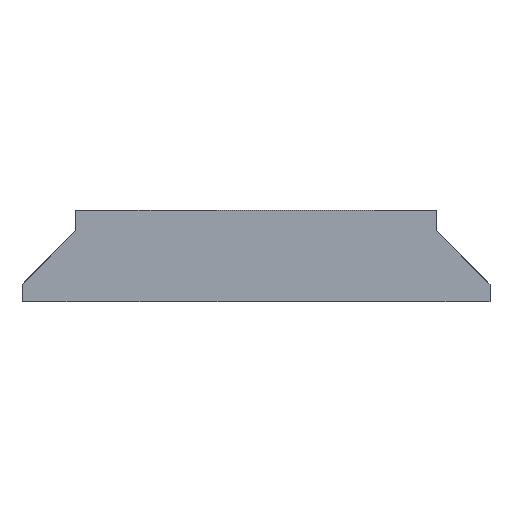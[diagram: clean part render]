
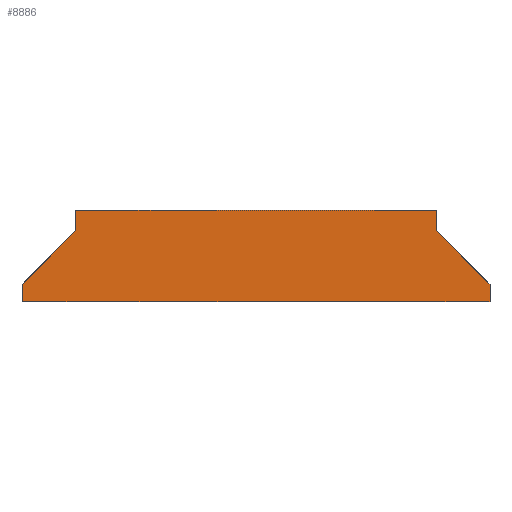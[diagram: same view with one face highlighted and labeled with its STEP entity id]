
A CAD part, front view. The second image highlights one B-rep face of the part: STEP entity #8886.
In plain terms, the highlighted planar face has unit normal (0, -1, 0).
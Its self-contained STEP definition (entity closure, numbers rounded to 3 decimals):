
#1721=CARTESIAN_POINT(' ',(38.8,-8.6,3.15));
#1722=VERTEX_POINT(' ',#1721);
#1736=CARTESIAN_POINT(' ',(38.8,-8.6,3.15));
#1741=DIRECTION(' ',(-1.,0.,0.));
#1746=VECTOR(' ',#1741,1.);
#1751=LINE('',#1736,#1746);
#1756=CARTESIAN_POINT(' ',(31.3,-8.6,3.15));
#1757=VERTEX_POINT(' ',#1756);
#1761=EDGE_CURVE(' ',#1722,#1757,#1751,.T.);
#1771=CARTESIAN_POINT(' ',(31.3,-8.6,3.15));
#1776=DIRECTION(' ',(-1.,0.,0.));
#1781=VECTOR(' ',#1776,1.);
#1786=LINE('',#1771,#1781);
#1791=CARTESIAN_POINT(' ',(23.8,-8.6,3.15));
#1792=VERTEX_POINT(' ',#1791);
#1796=EDGE_CURVE(' ',#1757,#1792,#1786,.T.);
#1806=CARTESIAN_POINT(' ',(23.8,-8.6,3.15));
#1811=DIRECTION(' ',(-1.,0.,0.));
#1816=VECTOR(' ',#1811,1.);
#1821=LINE('',#1806,#1816);
#1826=CARTESIAN_POINT(' ',(10.8,-8.6,3.15));
#1827=VERTEX_POINT(' ',#1826);
#1831=EDGE_CURVE(' ',#1792,#1827,#1821,.T.);
#1841=CARTESIAN_POINT(' ',(10.8,-8.6,3.15));
#1846=DIRECTION(' ',(-1.,0.,0.));
#1851=VECTOR(' ',#1846,1.);
#1856=LINE('',#1841,#1851);
#1861=CARTESIAN_POINT(' ',(-38.2,-8.6,3.15));
#1862=VERTEX_POINT(' ',#1861);
#1866=EDGE_CURVE(' ',#1827,#1862,#1856,.T.);
#1876=CARTESIAN_POINT(' ',(-38.2,-8.6,3.15));
#1881=DIRECTION(' ',(-1.,0.,0.));
#1886=VECTOR(' ',#1881,1.);
#1891=LINE('',#1876,#1886);
#1896=CARTESIAN_POINT(' ',(-59.2,-8.6,3.15));
#1897=VERTEX_POINT(' ',#1896);
#1901=EDGE_CURVE(' ',#1862,#1897,#1891,.T.);
#1911=CARTESIAN_POINT(' ',(-59.2,-8.6,3.15));
#1916=DIRECTION(' ',(-1.,0.,0.));
#1921=VECTOR(' ',#1916,1.);
#1926=LINE('',#1911,#1921);
#1931=CARTESIAN_POINT(' ',(-60.2,-8.6,3.15));
#1932=VERTEX_POINT(' ',#1931);
#1936=EDGE_CURVE(' ',#1897,#1932,#1926,.T.);
#1946=CARTESIAN_POINT(' ',(-60.2,-8.6,3.15));
#1951=DIRECTION(' ',(-1.,0.,0.));
#1956=VECTOR(' ',#1951,1.);
#1961=LINE('',#1946,#1956);
#1966=CARTESIAN_POINT(' ',(-65.2,-8.6,3.15));
#1967=VERTEX_POINT(' ',#1966);
#1971=EDGE_CURVE(' ',#1932,#1967,#1961,.T.);
#1981=CARTESIAN_POINT(' ',(-65.2,-8.6,3.15));
#1986=DIRECTION(' ',(-1.,0.,0.));
#1991=VECTOR(' ',#1986,1.);
#1996=LINE('',#1981,#1991);
#2001=CARTESIAN_POINT(' ',(-78.2,-8.6,3.15));
#2002=VERTEX_POINT(' ',#2001);
#2006=EDGE_CURVE(' ',#1967,#2002,#1996,.T.);
#2016=CARTESIAN_POINT(' ',(-78.2,-8.6,3.15));
#2021=DIRECTION(' ',(-1.,0.,0.));
#2026=VECTOR(' ',#2021,1.);
#2031=LINE('',#2016,#2026);
#2036=CARTESIAN_POINT(' ',(-85.7,-8.6,3.15));
#2037=VERTEX_POINT(' ',#2036);
#2041=EDGE_CURVE(' ',#2002,#2037,#2031,.T.);
#2051=CARTESIAN_POINT(' ',(-85.7,-8.6,3.15));
#2056=DIRECTION(' ',(-1.,0.,0.));
#2061=VECTOR(' ',#2056,1.);
#2066=LINE('',#2051,#2061);
#2071=CARTESIAN_POINT(' ',(-93.2,-8.6,3.15));
#2072=VERTEX_POINT(' ',#2071);
#2076=EDGE_CURVE(' ',#2037,#2072,#2066,.T.);
#7641=CARTESIAN_POINT(' ',(23.8,-8.6,29.));
#7642=VERTEX_POINT(' ',#7641);
#7656=CARTESIAN_POINT(' ',(23.8,-8.6,29.));
#7661=DIRECTION(' ',(0.,0.,-1.));
#7666=VECTOR(' ',#7661,1.);
#7671=LINE('',#7656,#7666);
#7676=CARTESIAN_POINT(' ',(23.8,-8.6,28.));
#7677=VERTEX_POINT(' ',#7676);
#7681=EDGE_CURVE(' ',#7642,#7677,#7671,.T.);
#7691=CARTESIAN_POINT(' ',(23.8,-8.6,28.));
#7696=DIRECTION(' ',(0.,0.,-1.));
#7701=VECTOR(' ',#7696,1.);
#7706=LINE('',#7691,#7701);
#7711=CARTESIAN_POINT(' ',(23.8,-8.6,23.15));
#7712=VERTEX_POINT(' ',#7711);
#7716=EDGE_CURVE(' ',#7677,#7712,#7706,.T.);
#8271=CARTESIAN_POINT(' ',(38.8,-8.6,8.15));
#8272=VERTEX_POINT(' ',#8271);
#8286=CARTESIAN_POINT(' ',(38.8,-8.6,8.15));
#8291=DIRECTION(' ',(0.,0.,-1.));
#8296=VECTOR(' ',#8291,1.);
#8301=LINE('',#8286,#8296);
#8306=EDGE_CURVE(' ',#8272,#1722,#8301,.T.);
#8376=DIRECTION(' ',(0.,-1.,0.));
#8381=CARTESIAN_POINT(' ',(-93.694,-8.6,28.701));
#8386=DIRECTION(' ',(0.019,0.,-1.));
#8391=AXIS2_PLACEMENT_3D(' ',#8381,#8376,#8386);
#8396=PLANE('',#8391);
#8401=ORIENTED_EDGE(' ',*,*,#8306,.F.);
#8406=CARTESIAN_POINT(' ',(38.8,-8.6,8.15));
#8411=DIRECTION(' ',(-0.707,0.,0.707));
#8416=VECTOR(' ',#8411,1.);
#8421=LINE('',#8406,#8416);
#8426=EDGE_CURVE(' ',#8272,#7712,#8421,.T.);
#8431=ORIENTED_EDGE(' ',*,*,#8426,.T.);
#8436=ORIENTED_EDGE(' ',*,*,#7716,.F.);
#8441=ORIENTED_EDGE(' ',*,*,#7681,.F.);
#8446=CARTESIAN_POINT(' ',(23.8,-8.6,29.));
#8451=DIRECTION(' ',(-1.,0.,0.));
#8456=VECTOR(' ',#8451,1.);
#8461=LINE('',#8446,#8456);
#8466=CARTESIAN_POINT(' ',(5.8,-8.6,29.));
#8467=VERTEX_POINT(' ',#8466);
#8471=EDGE_CURVE(' ',#7642,#8467,#8461,.T.);
#8476=ORIENTED_EDGE(' ',*,*,#8471,.T.);
#8481=CARTESIAN_POINT(' ',(5.8,-8.6,29.));
#8486=DIRECTION(' ',(-1.,0.,0.));
#8491=VECTOR(' ',#8486,1.);
#8496=LINE('',#8481,#8491);
#8501=CARTESIAN_POINT(' ',(-38.2,-8.6,29.));
#8502=VERTEX_POINT(' ',#8501);
#8506=EDGE_CURVE(' ',#8467,#8502,#8496,.T.);
#8511=ORIENTED_EDGE(' ',*,*,#8506,.T.);
#8516=CARTESIAN_POINT(' ',(-38.2,-8.6,29.));
#8521=DIRECTION(' ',(-1.,0.,0.));
#8526=VECTOR(' ',#8521,1.);
#8531=LINE('',#8516,#8526);
#8536=CARTESIAN_POINT(' ',(-56.2,-8.6,29.));
#8537=VERTEX_POINT(' ',#8536);
#8541=EDGE_CURVE(' ',#8502,#8537,#8531,.T.);
#8546=ORIENTED_EDGE(' ',*,*,#8541,.T.);
#8551=CARTESIAN_POINT(' ',(-56.2,-8.6,29.));
#8556=DIRECTION(' ',(-1.,0.,0.));
#8561=VECTOR(' ',#8556,1.);
#8566=LINE('',#8551,#8561);
#8571=CARTESIAN_POINT(' ',(-59.2,-8.6,29.));
#8572=VERTEX_POINT(' ',#8571);
#8576=EDGE_CURVE(' ',#8537,#8572,#8566,.T.);
#8581=ORIENTED_EDGE(' ',*,*,#8576,.T.);
#8586=CARTESIAN_POINT(' ',(-59.2,-8.6,29.));
#8591=DIRECTION(' ',(-1.,0.,0.));
#8596=VECTOR(' ',#8591,1.);
#8601=LINE('',#8586,#8596);
#8606=CARTESIAN_POINT(' ',(-60.2,-8.6,29.));
#8607=VERTEX_POINT(' ',#8606);
#8611=EDGE_CURVE(' ',#8572,#8607,#8601,.T.);
#8616=ORIENTED_EDGE(' ',*,*,#8611,.T.);
#8621=CARTESIAN_POINT(' ',(-60.2,-8.6,29.));
#8626=DIRECTION(' ',(-1.,0.,0.));
#8631=VECTOR(' ',#8626,1.);
#8636=LINE('',#8621,#8631);
#8641=CARTESIAN_POINT(' ',(-65.2,-8.6,29.));
#8642=VERTEX_POINT(' ',#8641);
#8646=EDGE_CURVE(' ',#8607,#8642,#8636,.T.);
#8651=ORIENTED_EDGE(' ',*,*,#8646,.T.);
#8656=CARTESIAN_POINT(' ',(-65.2,-8.6,29.));
#8661=DIRECTION(' ',(-1.,0.,0.));
#8666=VECTOR(' ',#8661,1.);
#8671=LINE('',#8656,#8666);
#8676=CARTESIAN_POINT(' ',(-78.2,-8.6,29.));
#8677=VERTEX_POINT(' ',#8676);
#8681=EDGE_CURVE(' ',#8642,#8677,#8671,.T.);
#8686=ORIENTED_EDGE(' ',*,*,#8681,.T.);
#8691=CARTESIAN_POINT(' ',(-78.2,-8.6,29.));
#8696=DIRECTION(' ',(0.,0.,-1.));
#8701=VECTOR(' ',#8696,1.);
#8706=LINE('',#8691,#8701);
#8711=CARTESIAN_POINT(' ',(-78.2,-8.6,28.));
#8712=VERTEX_POINT(' ',#8711);
#8716=EDGE_CURVE(' ',#8677,#8712,#8706,.T.);
#8721=ORIENTED_EDGE(' ',*,*,#8716,.T.);
#8726=CARTESIAN_POINT(' ',(-78.2,-8.6,28.));
#8731=DIRECTION(' ',(0.,0.,-1.));
#8736=VECTOR(' ',#8731,1.);
#8741=LINE('',#8726,#8736);
#8746=CARTESIAN_POINT(' ',(-78.2,-8.6,23.15));
#8747=VERTEX_POINT(' ',#8746);
#8751=EDGE_CURVE(' ',#8712,#8747,#8741,.T.);
#8756=ORIENTED_EDGE(' ',*,*,#8751,.T.);
#8761=CARTESIAN_POINT(' ',(-78.2,-8.6,23.15));
#8766=DIRECTION(' ',(-0.707,0.,-0.707));
#8771=VECTOR(' ',#8766,1.);
#8776=LINE('',#8761,#8771);
#8781=CARTESIAN_POINT(' ',(-93.2,-8.6,8.15));
#8782=VERTEX_POINT(' ',#8781);
#8786=EDGE_CURVE(' ',#8747,#8782,#8776,.T.);
#8791=ORIENTED_EDGE(' ',*,*,#8786,.T.);
#8796=CARTESIAN_POINT(' ',(-93.2,-8.6,8.15));
#8801=DIRECTION(' ',(0.,0.,-1.));
#8806=VECTOR(' ',#8801,1.);
#8811=LINE('',#8796,#8806);
#8816=EDGE_CURVE(' ',#8782,#2072,#8811,.T.);
#8821=ORIENTED_EDGE(' ',*,*,#8816,.T.);
#8826=ORIENTED_EDGE(' ',*,*,#2076,.F.);
#8831=ORIENTED_EDGE(' ',*,*,#2041,.F.);
#8836=ORIENTED_EDGE(' ',*,*,#2006,.F.);
#8841=ORIENTED_EDGE(' ',*,*,#1971,.F.);
#8846=ORIENTED_EDGE(' ',*,*,#1936,.F.);
#8851=ORIENTED_EDGE(' ',*,*,#1901,.F.);
#8856=ORIENTED_EDGE(' ',*,*,#1866,.F.);
#8861=ORIENTED_EDGE(' ',*,*,#1831,.F.);
#8866=ORIENTED_EDGE(' ',*,*,#1796,.F.);
#8871=ORIENTED_EDGE(' ',*,*,#1761,.F.);
#8876=EDGE_LOOP(' ',(#8401,#8431,#8436,#8441,#8476,#8511,#8546,#8581,#8616,#8651,#8686,#8721,#8756,#8791,#8821,#8826,#8831,#8836,#8841,#8846,#8851,#8856,#8861,#8866,#8871));
#8881=FACE_OUTER_BOUND(' ',#8876,.T.);
#8886=ADVANCED_FACE('',(#8881),#8396,.T.);
